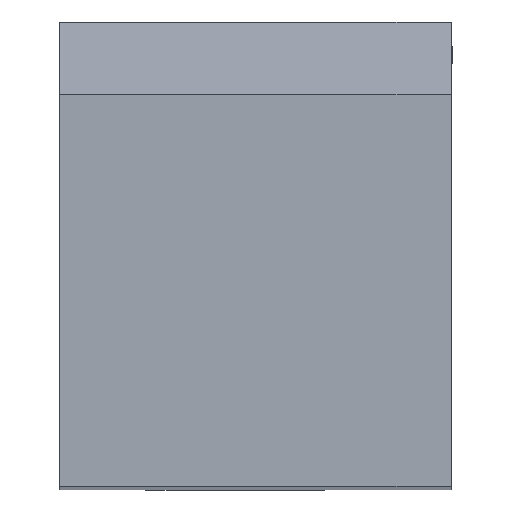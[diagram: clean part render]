
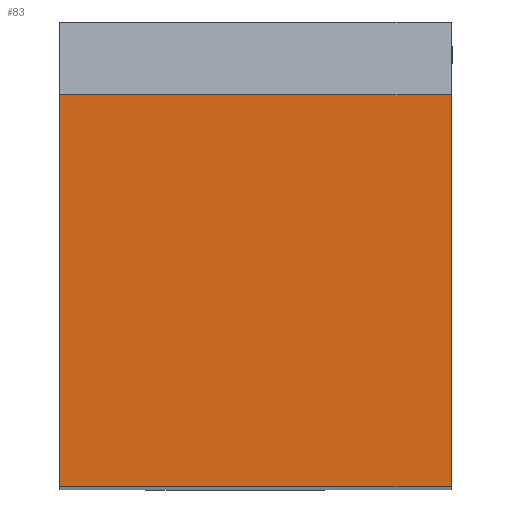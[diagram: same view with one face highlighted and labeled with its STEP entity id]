
A CAD part, top view. The second image highlights one B-rep face of the part: STEP entity #83.
In plain terms, the highlighted planar face has unit normal (0, 0, 1).
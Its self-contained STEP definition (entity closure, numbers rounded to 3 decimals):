
#62=FACE_OUTER_BOUND('',#221,.T.);
#83=ADVANCED_FACE('',(#62),#101,.F.);
#101=PLANE('',#421);
#134=LINE('',#587,#176);
#135=LINE('',#589,#177);
#136=LINE('',#591,#178);
#137=LINE('',#593,#179);
#176=VECTOR('',#484,1.);
#177=VECTOR('',#487,1.);
#178=VECTOR('',#488,1.);
#179=VECTOR('',#489,1.);
#221=EDGE_LOOP('',(#273,#274,#275,#276));
#273=ORIENTED_EDGE('',*,*,#383,.F.);
#274=ORIENTED_EDGE('',*,*,#384,.F.);
#275=ORIENTED_EDGE('',*,*,#385,.F.);
#276=ORIENTED_EDGE('',*,*,#382,.F.);
#344=VERTEX_POINT('',#582);
#346=VERTEX_POINT('',#586);
#347=VERTEX_POINT('',#590);
#348=VERTEX_POINT('',#592);
#382=EDGE_CURVE('',#346,#344,#134,.T.);
#383=EDGE_CURVE('',#347,#346,#135,.T.);
#384=EDGE_CURVE('',#348,#347,#136,.T.);
#385=EDGE_CURVE('',#344,#348,#137,.T.);
#421=AXIS2_PLACEMENT_3D('',#594,#490,#491);
#484=DIRECTION('',(1.,0.,0.));
#487=DIRECTION('',(0.,1.,0.));
#488=DIRECTION('',(-1.,0.,0.));
#489=DIRECTION('',(0.,-1.,0.));
#490=DIRECTION('',(0.,0.,-1.));
#491=DIRECTION('',(-1.,0.,0.));
#582=CARTESIAN_POINT('',(25.,25.,0.));
#586=CARTESIAN_POINT('',(0.,25.,0.));
#587=CARTESIAN_POINT('',(0.,25.,0.));
#589=CARTESIAN_POINT('',(0.,0.,0.));
#590=CARTESIAN_POINT('',(0.,0.,0.));
#591=CARTESIAN_POINT('',(25.,0.,0.));
#592=CARTESIAN_POINT('',(25.,0.,0.));
#593=CARTESIAN_POINT('',(25.,25.,0.));
#594=CARTESIAN_POINT('',(0.,0.,0.));
